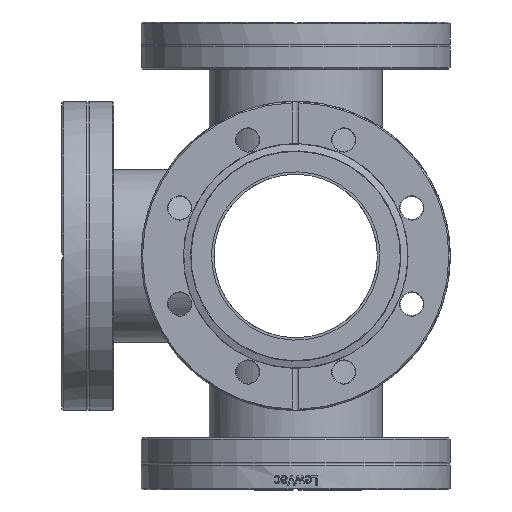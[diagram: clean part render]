
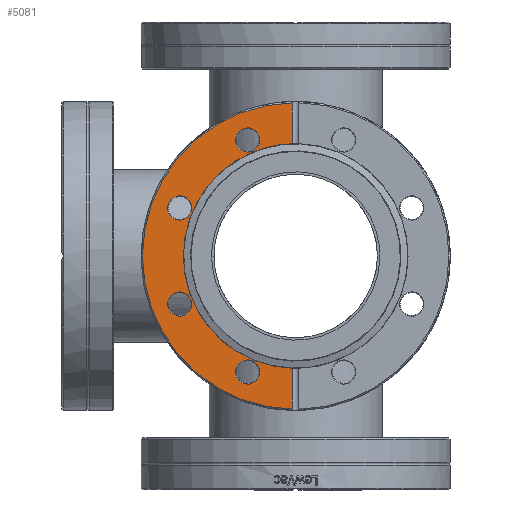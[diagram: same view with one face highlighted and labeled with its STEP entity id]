
A CAD part, front view. The second image highlights one B-rep face of the part: STEP entity #5081.
In plain terms, the highlighted face is planar.
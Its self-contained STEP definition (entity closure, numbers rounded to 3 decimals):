
#537=FACE_BOUND('',#1244,.T.);
#538=FACE_BOUND('',#1245,.T.);
#539=FACE_BOUND('',#1246,.T.);
#540=FACE_BOUND('',#1247,.T.);
#599=CIRCLE('',#5434,56.25);
#626=CIRCLE('',#5503,41.25);
#627=CIRCLE('',#5504,41.25);
#628=CIRCLE('',#5505,4.45);
#629=CIRCLE('',#5506,4.45);
#630=CIRCLE('',#5507,4.45);
#631=CIRCLE('',#5508,4.45);
#938=FACE_OUTER_BOUND('',#1243,.T.);
#1243=EDGE_LOOP('',(#3950,#3951,#3952,#3953,#3954));
#1244=EDGE_LOOP('',(#3955));
#1245=EDGE_LOOP('',(#3956));
#1246=EDGE_LOOP('',(#3957));
#1247=EDGE_LOOP('',(#3958));
#1482=LINE('',#8849,#1762);
#1570=LINE('',#20456,#1850);
#1762=VECTOR('',#5988,10.);
#1850=VECTOR('',#6160,10.);
#2071=VERTEX_POINT('',#7005);
#2072=VERTEX_POINT('',#7014);
#2154=VERTEX_POINT('',#8848);
#2252=VERTEX_POINT('',#20441);
#2253=VERTEX_POINT('',#20458);
#2254=VERTEX_POINT('',#20461);
#2255=VERTEX_POINT('',#20463);
#2256=VERTEX_POINT('',#20465);
#2257=VERTEX_POINT('',#20467);
#2605=EDGE_CURVE('',#2071,#2072,#599,.T.);
#2690=EDGE_CURVE('',#2154,#2072,#1482,.T.);
#2874=EDGE_CURVE('',#2071,#2252,#1570,.T.);
#2875=EDGE_CURVE('',#2253,#2252,#626,.T.);
#2876=EDGE_CURVE('',#2154,#2253,#627,.T.);
#2877=EDGE_CURVE('',#2254,#2254,#628,.T.);
#2878=EDGE_CURVE('',#2255,#2255,#629,.T.);
#2879=EDGE_CURVE('',#2256,#2256,#630,.T.);
#2880=EDGE_CURVE('',#2257,#2257,#631,.T.);
#3950=ORIENTED_EDGE('',*,*,#2605,.F.);
#3951=ORIENTED_EDGE('',*,*,#2874,.T.);
#3952=ORIENTED_EDGE('',*,*,#2875,.F.);
#3953=ORIENTED_EDGE('',*,*,#2876,.F.);
#3954=ORIENTED_EDGE('',*,*,#2690,.T.);
#3955=ORIENTED_EDGE('',*,*,#2877,.F.);
#3956=ORIENTED_EDGE('',*,*,#2878,.F.);
#3957=ORIENTED_EDGE('',*,*,#2879,.F.);
#3958=ORIENTED_EDGE('',*,*,#2880,.F.);
#4927=PLANE('',#5502);
#5081=ADVANCED_FACE('',(#938,#537,#538,#539,#540),#4927,.T.);
#5434=AXIS2_PLACEMENT_3D('',#7015,#5924,#5925);
#5502=AXIS2_PLACEMENT_3D('',#20457,#6161,#6162);
#5503=AXIS2_PLACEMENT_3D('',#20459,#6163,#6164);
#5504=AXIS2_PLACEMENT_3D('',#20460,#6165,#6166);
#5505=AXIS2_PLACEMENT_3D('',#20462,#6167,#6168);
#5506=AXIS2_PLACEMENT_3D('',#20464,#6169,#6170);
#5507=AXIS2_PLACEMENT_3D('',#20466,#6171,#6172);
#5508=AXIS2_PLACEMENT_3D('',#20468,#6173,#6174);
#5924=DIRECTION('center_axis',(0.,-1.,0.));
#5925=DIRECTION('ref_axis',(1.,0.,0.));
#5988=DIRECTION('',(0.924,0.,0.383));
#6160=DIRECTION('',(0.924,0.,0.383));
#6161=DIRECTION('center_axis',(0.,1.,0.));
#6162=DIRECTION('ref_axis',(0.,0.,1.));
#6163=DIRECTION('center_axis',(0.,1.,0.));
#6164=DIRECTION('ref_axis',(1.,0.,0.));
#6165=DIRECTION('center_axis',(0.,1.,0.));
#6166=DIRECTION('ref_axis',(1.,0.,0.));
#6167=DIRECTION('center_axis',(0.,1.,0.));
#6168=DIRECTION('ref_axis',(-0.707,0.,-0.707));
#6169=DIRECTION('center_axis',(0.,1.,0.));
#6170=DIRECTION('ref_axis',(-0.707,0.,0.707));
#6171=DIRECTION('center_axis',(0.,1.,0.));
#6172=DIRECTION('ref_axis',(-1.,0.,0.));
#6173=DIRECTION('center_axis',(0.,1.,0.));
#6174=DIRECTION('ref_axis',(0.,0.,-1.));
#7005=CARTESIAN_POINT('',(-51.497,19.1,-22.63));
#7014=CARTESIAN_POINT('',(52.416,19.1,20.412));
#7015=CARTESIAN_POINT('Origin',(0.,19.1,0.));
#8848=CARTESIAN_POINT('',(38.553,19.1,14.67));
#8849=CARTESIAN_POINT('',(52.889,19.1,20.609));
#20441=CARTESIAN_POINT('',(-37.635,19.1,-16.888));
#20456=CARTESIAN_POINT('',(52.889,19.1,20.609));
#20457=CARTESIAN_POINT('Origin',(-41.25,19.1,0.));
#20458=CARTESIAN_POINT('',(41.25,19.1,0.));
#20459=CARTESIAN_POINT('Origin',(0.,19.1,0.));
#20460=CARTESIAN_POINT('Origin',(0.,19.1,0.));
#20461=CARTESIAN_POINT('',(35.744,19.1,-29.451));
#20462=CARTESIAN_POINT('Origin',(32.598,19.1,-32.598));
#20463=CARTESIAN_POINT('',(-29.451,19.1,-35.744));
#20464=CARTESIAN_POINT('Origin',(-32.598,19.1,-32.598));
#20465=CARTESIAN_POINT('',(4.45,19.1,-46.1));
#20466=CARTESIAN_POINT('Origin',(0.,19.1,-46.1));
#20467=CARTESIAN_POINT('',(46.1,19.1,4.45));
#20468=CARTESIAN_POINT('Origin',(46.1,19.1,0.));
